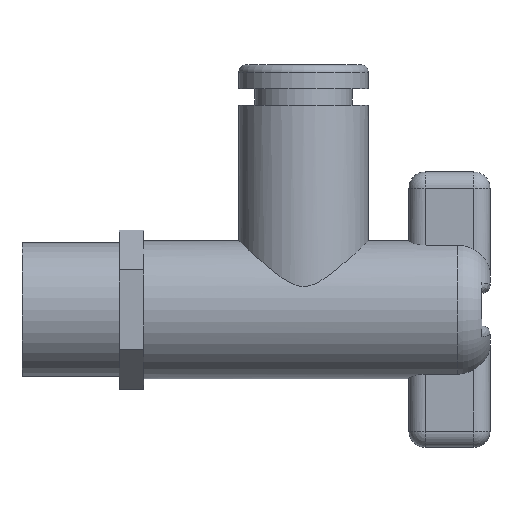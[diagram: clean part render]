
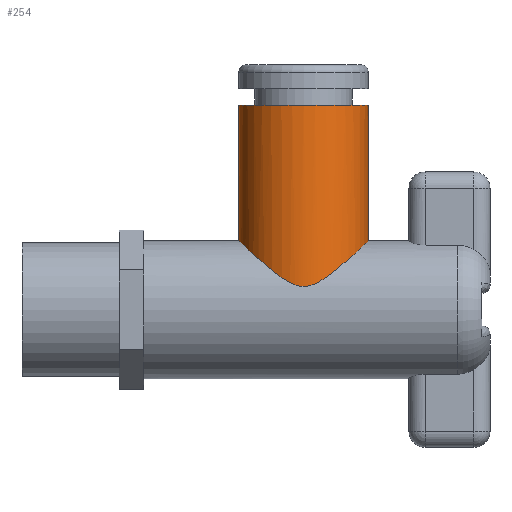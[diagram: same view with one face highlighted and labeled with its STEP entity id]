
A CAD part, front view. The second image highlights one B-rep face of the part: STEP entity #254.
In plain terms, the highlighted cylindrical face has radius 8 mm (diameter 16 mm), a partial arc.
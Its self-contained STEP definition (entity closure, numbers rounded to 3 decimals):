
#50 = DIRECTION ( 'NONE',  ( 0., 0., 1. ) ) ;
#89 = VECTOR ( 'NONE', #2929, 1000. ) ;
#162 = CARTESIAN_POINT ( 'NONE',  ( 27.078, -2.283, 8.192 ) ) ;
#173 = CARTESIAN_POINT ( 'NONE',  ( 31.88, -7.471, 4.057 ) ) ;
#182 = CARTESIAN_POINT ( 'NONE',  ( 36.932, -7.701, 3.603 ) ) ;
#198 = CARTESIAN_POINT ( 'NONE',  ( 42.142, -3.071, 7.93 ) ) ;
#254 = ADVANCED_FACE ( 'NONE', ( #2512 ), #927, .T. ) ;
#288 = EDGE_CURVE ( 'NONE', #434, #2166, #2899, .T. ) ;
#318 = CARTESIAN_POINT ( 'NONE',  ( 26.75, 0., 25.25 ) ) ;
#388 = EDGE_CURVE ( 'NONE', #434, #1815, #2556, .T. ) ;
#432 = CARTESIAN_POINT ( 'NONE',  ( 27.358, -3.071, 7.93 ) ) ;
#434 = VERTEX_POINT ( 'NONE', #318 ) ;
#448 = CARTESIAN_POINT ( 'NONE',  ( 32.588, -7.706, 3.591 ) ) ;
#460 = CARTESIAN_POINT ( 'NONE',  ( 37.632, -7.467, 4.066 ) ) ;
#471 = CARTESIAN_POINT ( 'NONE',  ( 42.422, -2.283, 8.192 ) ) ;
#489 = EDGE_CURVE ( 'NONE', #1815, #767, #2974, .T. ) ;
#550 = DIRECTION ( 'NONE',  ( 0., 0., -1. ) ) ;
#681 = CARTESIAN_POINT ( 'NONE',  ( 27.71, -3.809, 7.603 ) ) ;
#694 = CARTESIAN_POINT ( 'NONE',  ( 33.349, -7.881, 3.188 ) ) ;
#705 = CARTESIAN_POINT ( 'NONE',  ( 38.722, -6.961, 4.897 ) ) ;
#715 = CARTESIAN_POINT ( 'NONE',  ( 42.622, -1.455, 8.379 ) ) ;
#767 = VERTEX_POINT ( 'NONE', #1390 ) ;
#790 = CARTESIAN_POINT ( 'NONE',  ( 26.75, 0., 25.25 ) ) ;
#855 = VECTOR ( 'NONE', #550, 1000. ) ;
#921 = EDGE_LOOP ( 'NONE', ( #2205, #1821, #2640, #2944 ) ) ;
#927 = CYLINDRICAL_SURFACE ( 'NONE', #1236, 8. ) ;
#936 = CARTESIAN_POINT ( 'NONE',  ( 28.12, -4.484, 7.225 ) ) ;
#947 = CARTESIAN_POINT ( 'NONE',  ( 34.177, -7.984, 2.917 ) ) ;
#957 = CARTESIAN_POINT ( 'NONE',  ( 39.892, -6.148, 5.888 ) ) ;
#971 = CARTESIAN_POINT ( 'NONE',  ( 42.734, -0.587, 8.485 ) ) ;
#1139 = CARTESIAN_POINT ( 'NONE',  ( 26.75, -0.59, 8.5 ) ) ;
#1165 = CARTESIAN_POINT ( 'NONE',  ( 26.75, 0., 8.5 ) ) ;
#1178 = CARTESIAN_POINT ( 'NONE',  ( 28.901, -5.48, 6.514 ) ) ;
#1185 = CARTESIAN_POINT ( 'NONE',  ( 35.055, -7.999, 2.874 ) ) ;
#1196 = CARTESIAN_POINT ( 'NONE',  ( 40.593, -5.47, 6.511 ) ) ;
#1208 = CARTESIAN_POINT ( 'NONE',  ( 42.75, 0., 8.5 ) ) ;
#1236 = AXIS2_PLACEMENT_3D ( 'NONE', #2761, #2110, #2575 ) ;
#1390 = CARTESIAN_POINT ( 'NONE',  ( 42.75, 0., 8.5 ) ) ;
#1444 = CARTESIAN_POINT ( 'NONE',  ( 29.997, -6.453, 5.549 ) ) ;
#1456 = CARTESIAN_POINT ( 'NONE',  ( 35.907, -7.921, 3.085 ) ) ;
#1465 = CARTESIAN_POINT ( 'NONE',  ( 41.084, -4.893, 6.955 ) ) ;
#1513 = EDGE_CURVE ( 'NONE', #2166, #767, #3184, .T. ) ;
#1700 = CARTESIAN_POINT ( 'NONE',  ( 27., -2.007, 8.265 ) ) ;
#1715 = CARTESIAN_POINT ( 'NONE',  ( 31.211, -7.191, 4.548 ) ) ;
#1721 = CARTESIAN_POINT ( 'NONE',  ( 36.688, -7.766, 3.458 ) ) ;
#1735 = CARTESIAN_POINT ( 'NONE',  ( 41.802, -3.816, 7.614 ) ) ;
#1815 = VERTEX_POINT ( 'NONE', #2426 ) ;
#1821 = ORIENTED_EDGE ( 'NONE', *, *, #388, .F. ) ;
#1837 = DIRECTION ( 'NONE',  ( 1., 0., 0. ) ) ;
#1945 = CARTESIAN_POINT ( 'NONE',  ( 27.256, -2.814, 8.025 ) ) ;
#1953 = CARTESIAN_POINT ( 'NONE',  ( 32.111, -7.556, 3.896 ) ) ;
#1968 = CARTESIAN_POINT ( 'NONE',  ( 37.405, -7.551, 3.907 ) ) ;
#1978 = CARTESIAN_POINT ( 'NONE',  ( 42.245, -2.812, 8.026 ) ) ;
#2100 = AXIS2_PLACEMENT_3D ( 'NONE', #3114, #50, #1837 ) ;
#2110 = DIRECTION ( 'NONE',  ( 0., 0., -1. ) ) ;
#2166 = VERTEX_POINT ( 'NONE', #2452 ) ;
#2199 = CARTESIAN_POINT ( 'NONE',  ( 27.584, -3.567, 7.72 ) ) ;
#2205 = ORIENTED_EDGE ( 'NONE', *, *, #489, .F. ) ;
#2208 = CARTESIAN_POINT ( 'NONE',  ( 32.833, -7.771, 3.446 ) ) ;
#2218 = CARTESIAN_POINT ( 'NONE',  ( 38.298, -7.186, 4.555 ) ) ;
#2227 = CARTESIAN_POINT ( 'NONE',  ( 42.498, -2.012, 8.263 ) ) ;
#2412 = CARTESIAN_POINT ( 'NONE',  ( 42.75, 0., 25.25 ) ) ;
#2426 = CARTESIAN_POINT ( 'NONE',  ( 42.75, 0., 25.25 ) ) ;
#2444 = CARTESIAN_POINT ( 'NONE',  ( 27.978, -4.267, 7.356 ) ) ;
#2452 = CARTESIAN_POINT ( 'NONE',  ( 26.75, 0., 8.5 ) ) ;
#2457 = CARTESIAN_POINT ( 'NONE',  ( 33.618, -7.925, 3.076 ) ) ;
#2476 = CARTESIAN_POINT ( 'NONE',  ( 39.517, -6.442, 5.561 ) ) ;
#2485 = CARTESIAN_POINT ( 'NONE',  ( 42.67, -1.168, 8.424 ) ) ;
#2512 = FACE_OUTER_BOUND ( 'NONE', #921, .T. ) ;
#2556 = CIRCLE ( 'NONE', #2100, 8. ) ;
#2575 = DIRECTION ( 'NONE',  ( -1., 0., 0. ) ) ;
#2640 = ORIENTED_EDGE ( 'NONE', *, *, #288, .T. ) ;
#2718 = CARTESIAN_POINT ( 'NONE',  ( 28.57, -5.106, 6.814 ) ) ;
#2735 = CARTESIAN_POINT ( 'NONE',  ( 34.472, -8., 2.871 ) ) ;
#2746 = CARTESIAN_POINT ( 'NONE',  ( 40.422, -5.647, 6.357 ) ) ;
#2759 = CARTESIAN_POINT ( 'NONE',  ( 42.75, -0.296, 8.5 ) ) ;
#2761 = CARTESIAN_POINT ( 'NONE',  ( 34.75, 0., 25.25 ) ) ;
#2899 = LINE ( 'NONE', #790, #855 ) ;
#2929 = DIRECTION ( 'NONE',  ( 0., 0., -1. ) ) ;
#2944 = ORIENTED_EDGE ( 'NONE', *, *, #1513, .T. ) ;
#2974 = LINE ( 'NONE', #2412, #89 ) ;
#2989 = CARTESIAN_POINT ( 'NONE',  ( 29.619, -6.158, 5.878 ) ) ;
#2998 = CARTESIAN_POINT ( 'NONE',  ( 35.35, -7.982, 2.922 ) ) ;
#3009 = CARTESIAN_POINT ( 'NONE',  ( 40.924, -5.093, 6.809 ) ) ;
#3114 = CARTESIAN_POINT ( 'NONE',  ( 34.75, 0., 25.25 ) ) ;
#3184 = B_SPLINE_CURVE_WITH_KNOTS ( 'NONE', 3,
 ( #1165, #1139, #3224, #1700, #162, #1945, #432, #2199, #681, #2444, #936, #2718, #1178, #2989, #1444, #3235, #1715, #173, #1953, #448, #2208, #694, #2457, #947, #2735, #1185, #2998, #1456, #3246, #1721, #182, #1968, #460, #2218, #705, #2476, #957, #2746, #1196, #3009, #1465, #3256, #1735, #198, #1978, #471, #2227, #715, #2485, #971, #2759, #1208 ),
 .UNSPECIFIED., .F., .F.,
 ( 4, 2, 2, 2, 2, 2, 2, 2, 2, 2, 2, 2, 2, 2, 2, 2, 2, 2, 2, 2, 2, 2, 2, 2, 2, 4 ),
 ( 0.028, 0.03, 0.031, 0.031, 0.032, 0.033, 0.035, 0.037, 0.038, 0.039, 0.04, 0.041, 0.042, 0.043, 0.044, 0.044, 0.045, 0.047, 0.049, 0.05, 0.051, 0.052, 0.053, 0.054, 0.055, 0.056 ),
 .UNSPECIFIED. ) ;
#3224 = CARTESIAN_POINT ( 'NONE',  ( 26.815, -1.165, 8.439 ) ) ;
#3235 = CARTESIAN_POINT ( 'NONE',  ( 30.793, -6.969, 4.884 ) ) ;
#3246 = CARTESIAN_POINT ( 'NONE',  ( 36.172, -7.877, 3.197 ) ) ;
#3256 = CARTESIAN_POINT ( 'NONE',  ( 41.535, -4.269, 7.367 ) ) ;
